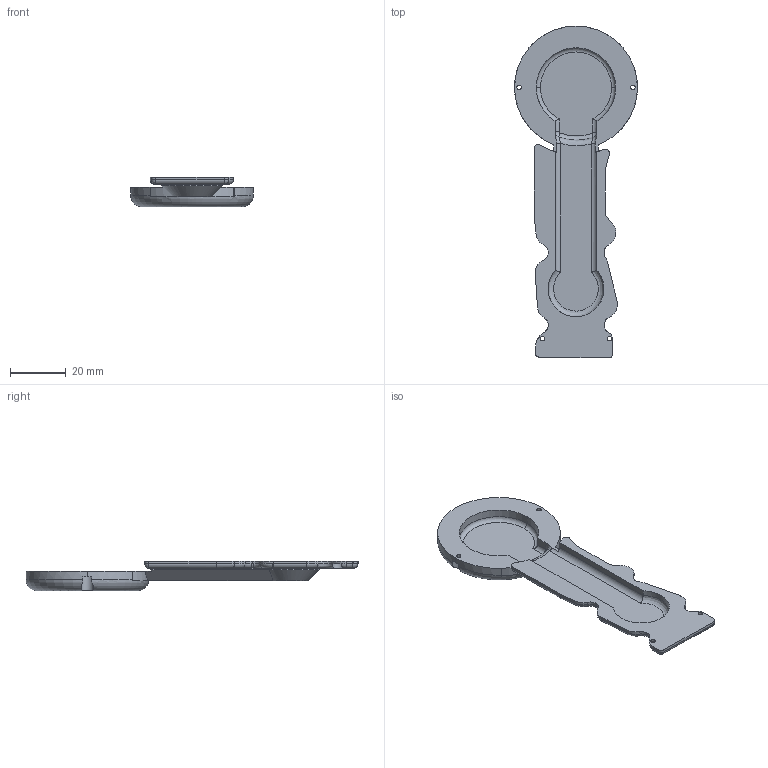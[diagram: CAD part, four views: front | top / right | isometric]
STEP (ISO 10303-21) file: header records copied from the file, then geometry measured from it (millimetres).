
FILE_DESCRIPTION (( 'STEP AP203' ), '1' );
FILE_NAME ('3DJoint5_Dummy v164 v2.STEP', '2023-12-04T11:54:11', ( '' ), ( '' ), 'SwSTEP 2.0', 'SolidWorks 2022', '' );
FILE_SCHEMA (( 'CONFIG_CONTROL_DESIGN' ));
Length unit declared in the file: millimetre
Products named in the file (1): 3DJoint5_Dummy v164 v2
Bounding box: 44 x 118.9 x 10.6 mm (x, y, z)
Volume: 11688.6 mm3; surface area: 9132.2 mm2
Topology: 1 solids, 1 shells, 132 faces, 340 edges, 206 vertices
Faces by surface type: cylinder 56, plane 32, torus 23, bspline 17, sphere 4
Entity records: 5869 total; most frequent: CARTESIAN_POINT 2685, ORIENTED_EDGE 672, DIRECTION 654, EDGE_CURVE 336, AXIS2_PLACEMENT_3D 264, VERTEX_POINT 206, CIRCLE 148, EDGE_LOOP 140
